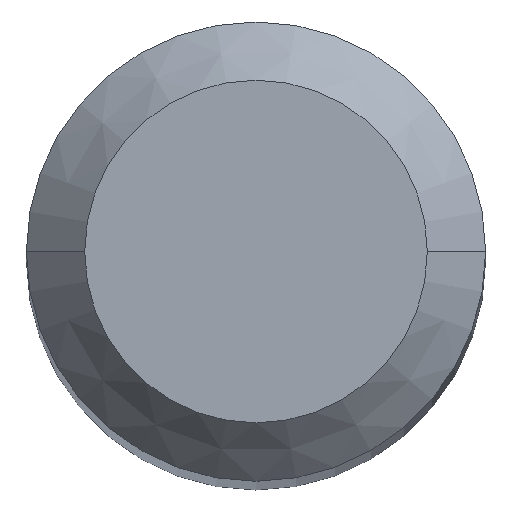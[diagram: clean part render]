
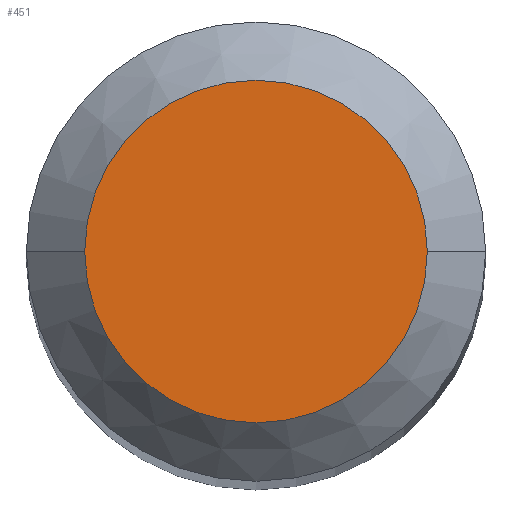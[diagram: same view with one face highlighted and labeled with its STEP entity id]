
A CAD part, top view. The second image highlights one B-rep face of the part: STEP entity #451.
In plain terms, the highlighted planar face has unit normal (0, 0, 1).
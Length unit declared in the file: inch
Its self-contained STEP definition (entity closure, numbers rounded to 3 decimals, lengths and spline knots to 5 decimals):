
#12 = DIRECTION ( 'NONE',  ( 0., 0., 1. ) ) ;
#21 = EDGE_CURVE ( 'NONE', #190, #169, #437, .T. ) ;
#36 = DIRECTION ( 'NONE',  ( -1., 0., 0. ) ) ;
#64 = CARTESIAN_POINT ( 'NONE',  ( 0., 0., 0. ) ) ;
#89 = EDGE_LOOP ( 'NONE', ( #310, #238 ) ) ;
#109 = CARTESIAN_POINT ( 'NONE',  ( 0.04405, 0., 0. ) ) ;
#164 = FACE_OUTER_BOUND ( 'NONE', #89, .T. ) ;
#167 = CIRCLE ( 'NONE', #435, 0.04405 ) ;
#169 = VERTEX_POINT ( 'NONE', #357 ) ;
#190 = VERTEX_POINT ( 'NONE', #109 ) ;
#201 = DIRECTION ( 'NONE',  ( 0., 0., 1. ) ) ;
#238 = ORIENTED_EDGE ( 'NONE', *, *, #21, .T. ) ;
#241 = AXIS2_PLACEMENT_3D ( 'NONE', #287, #12, #363 ) ;
#245 = CARTESIAN_POINT ( 'NONE',  ( 0., 0.04405, 0. ) ) ;
#287 = CARTESIAN_POINT ( 'NONE',  ( 0., 0., 0. ) ) ;
#291 = AXIS2_PLACEMENT_3D ( 'NONE', #245, #466, #36 ) ;
#310 = ORIENTED_EDGE ( 'NONE', *, *, #462, .T. ) ;
#357 = CARTESIAN_POINT ( 'NONE',  ( -0.04405, 0., 0. ) ) ;
#363 = DIRECTION ( 'NONE',  ( 1., 0., 0. ) ) ;
#386 = DIRECTION ( 'NONE',  ( 1., 0., 0. ) ) ;
#423 = PLANE ( 'NONE',  #291 ) ;
#435 = AXIS2_PLACEMENT_3D ( 'NONE', #64, #201, #386 ) ;
#437 = CIRCLE ( 'NONE', #241, 0.04405 ) ;
#451 = ADVANCED_FACE ( 'NONE', ( #164 ), #423, .F. ) ;
#462 = EDGE_CURVE ( 'NONE', #169, #190, #167, .T. ) ;
#466 = DIRECTION ( 'NONE',  ( 0., 0., -1. ) ) ;
